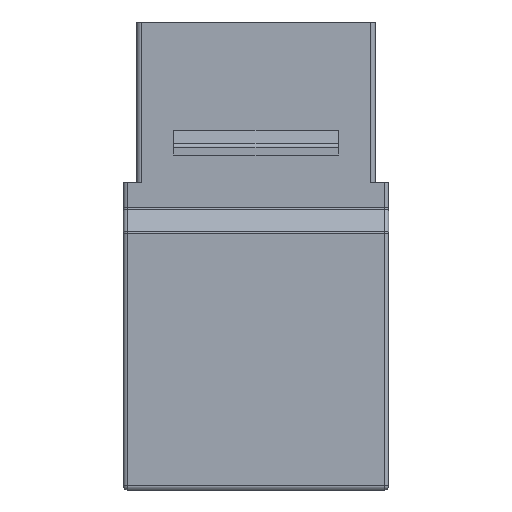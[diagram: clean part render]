
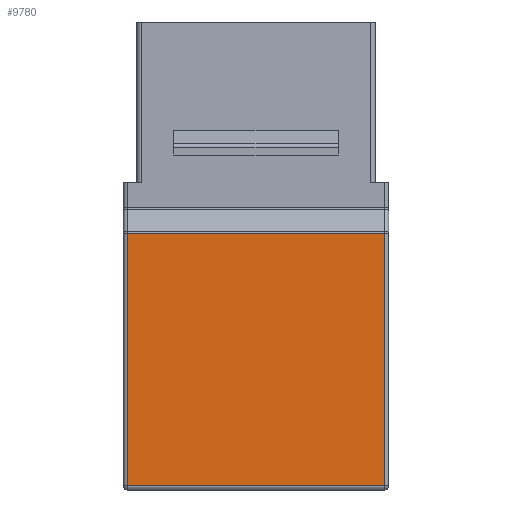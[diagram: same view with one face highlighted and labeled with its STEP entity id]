
A CAD part, front view. The second image highlights one B-rep face of the part: STEP entity #9780.
In plain terms, the highlighted planar face has unit normal (0, -1, 0).
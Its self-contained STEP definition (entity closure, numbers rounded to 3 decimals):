
#493 = FACE_OUTER_BOUND ( 'NONE', #12268, .T. ) ;
#2725 = VERTEX_POINT ( 'NONE', #14993 ) ;
#2769 = VERTEX_POINT ( 'NONE', #15303 ) ;
#2873 = VERTEX_POINT ( 'NONE', #15358 ) ;
#2875 = VERTEX_POINT ( 'NONE', #15265 ) ;
#9780 = ADVANCED_FACE ( 'NONE', ( #493 ), #11062, .F. ) ;
#10269 = AXIS2_PLACEMENT_3D ( 'NONE', #11063, #11068, #11069 ) ;
#11062 = PLANE ( 'NONE',  #10269 ) ;
#11063 = CARTESIAN_POINT ( 'NONE',  ( 8.08, -10., 14.25 ) ) ;
#11068 = DIRECTION ( 'NONE',  ( 0., 1., 0. ) ) ;
#11069 = DIRECTION ( 'NONE',  ( 0., 0., 1. ) ) ;
#12268 = EDGE_LOOP ( 'NONE', ( #14972, #14923, #14959, #14914 ) ) ;
#14497 = EDGE_CURVE ( 'NONE', #2875, #2725, #15986, .T. ) ;
#14516 = EDGE_CURVE ( 'NONE', #2873, #2769, #16035, .T. ) ;
#14562 = EDGE_CURVE ( 'NONE', #2725, #2873, #16119, .T. ) ;
#14564 = EDGE_CURVE ( 'NONE', #2769, #2875, #16123, .T. ) ;
#14914 = ORIENTED_EDGE ( 'NONE', *, *, #14516, .T. ) ;
#14923 = ORIENTED_EDGE ( 'NONE', *, *, #14497, .T. ) ;
#14959 = ORIENTED_EDGE ( 'NONE', *, *, #14562, .T. ) ;
#14972 = ORIENTED_EDGE ( 'NONE', *, *, #14564, .T. ) ;
#14993 = CARTESIAN_POINT ( 'NONE',  ( -7.83, -10., 1.388 ) ) ;
#15265 = CARTESIAN_POINT ( 'NONE',  ( 7.83, -10., 1.388 ) ) ;
#15303 = CARTESIAN_POINT ( 'NONE',  ( 7.83, -10., -14. ) ) ;
#15358 = CARTESIAN_POINT ( 'NONE',  ( -7.83, -10., -14. ) ) ;
#15986 = LINE ( 'NONE', #20495, #16004 ) ;
#16004 = VECTOR ( 'NONE', #20503, 1000. ) ;
#16035 = LINE ( 'NONE', #20545, #16038 ) ;
#16038 = VECTOR ( 'NONE', #20546, 1000. ) ;
#16119 = LINE ( 'NONE', #20646, #16122 ) ;
#16122 = VECTOR ( 'NONE', #20647, 1000. ) ;
#16123 = LINE ( 'NONE', #20650, #16126 ) ;
#16126 = VECTOR ( 'NONE', #20651, 1000. ) ;
#20495 = CARTESIAN_POINT ( 'NONE',  ( 8.08, -10., 1.388 ) ) ;
#20503 = DIRECTION ( 'NONE',  ( -1., 0., 0. ) ) ;
#20545 = CARTESIAN_POINT ( 'NONE',  ( 8.08, -10., -14. ) ) ;
#20546 = DIRECTION ( 'NONE',  ( 1., 0., 0. ) ) ;
#20646 = CARTESIAN_POINT ( 'NONE',  ( -7.83, -10., -14.25 ) ) ;
#20647 = DIRECTION ( 'NONE',  ( 0., 0., -1. ) ) ;
#20650 = CARTESIAN_POINT ( 'NONE',  ( 7.83, -10., 14.25 ) ) ;
#20651 = DIRECTION ( 'NONE',  ( 0., 0., 1. ) ) ;
